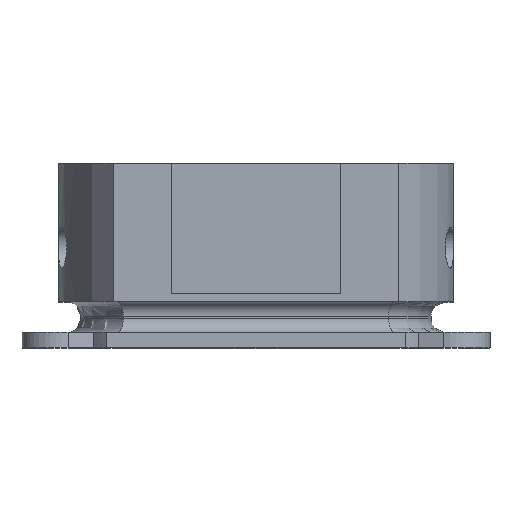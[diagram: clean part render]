
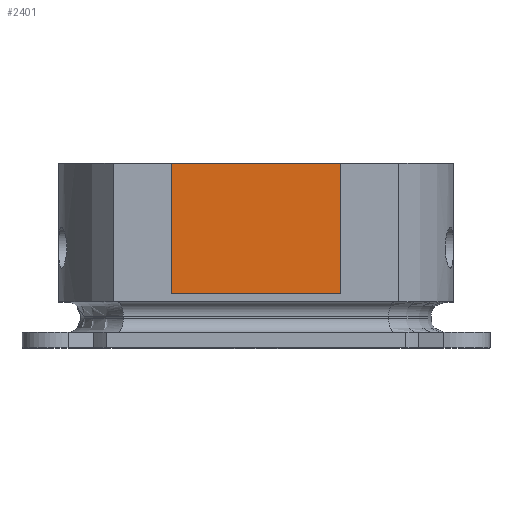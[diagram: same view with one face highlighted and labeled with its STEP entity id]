
A CAD part, top view. The second image highlights one B-rep face of the part: STEP entity #2401.
In plain terms, the highlighted planar face has unit normal (0, 0, 1).
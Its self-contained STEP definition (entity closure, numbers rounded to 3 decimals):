
#2004 = VERTEX_POINT('',#2005);
#2005 = CARTESIAN_POINT('',(-8.25,-10.,10.124));
#2011 = EDGE_CURVE('',#2004,#2012,#2014,.T.);
#2012 = VERTEX_POINT('',#2013);
#2013 = CARTESIAN_POINT('',(8.25,-10.,10.124));
#2014 = LINE('',#2015,#2016);
#2015 = CARTESIAN_POINT('',(-8.25,-10.,10.124));
#2016 = VECTOR('',#2017,1.);
#2017 = DIRECTION('',(1.,0.,0.));
#2190 = EDGE_CURVE('',#2012,#2191,#2193,.T.);
#2191 = VERTEX_POINT('',#2192);
#2192 = CARTESIAN_POINT('',(8.25,-22.7,10.124));
#2193 = LINE('',#2194,#2195);
#2194 = CARTESIAN_POINT('',(8.25,-10.,10.124));
#2195 = VECTOR('',#2196,1.);
#2196 = DIRECTION('',(0.,-1.,0.));
#2215 = VERTEX_POINT('',#2216);
#2216 = CARTESIAN_POINT('',(-8.25,-22.7,10.124));
#2222 = EDGE_CURVE('',#2215,#2191,#2223,.T.);
#2223 = LINE('',#2224,#2225);
#2224 = CARTESIAN_POINT('',(-8.25,-22.7,10.124));
#2225 = VECTOR('',#2226,1.);
#2226 = DIRECTION('',(1.,0.,0.));
#2240 = EDGE_CURVE('',#2004,#2215,#2241,.T.);
#2241 = LINE('',#2242,#2243);
#2242 = CARTESIAN_POINT('',(-8.25,-10.,10.124));
#2243 = VECTOR('',#2244,1.);
#2244 = DIRECTION('',(0.,-1.,0.));
#2401 = ADVANCED_FACE('',(#2402),#2408,.T.);
#2402 = FACE_BOUND('',#2403,.T.);
#2403 = EDGE_LOOP('',(#2404,#2405,#2406,#2407));
#2404 = ORIENTED_EDGE('',*,*,#2240,.T.);
#2405 = ORIENTED_EDGE('',*,*,#2222,.T.);
#2406 = ORIENTED_EDGE('',*,*,#2190,.F.);
#2407 = ORIENTED_EDGE('',*,*,#2011,.F.);
#2408 = PLANE('',#2409);
#2409 = AXIS2_PLACEMENT_3D('',#2410,#2411,#2412);
#2410 = CARTESIAN_POINT('',(-8.25,-10.,10.124));
#2411 = DIRECTION('',(0.,0.,1.));
#2412 = DIRECTION('',(1.,0.,0.));
